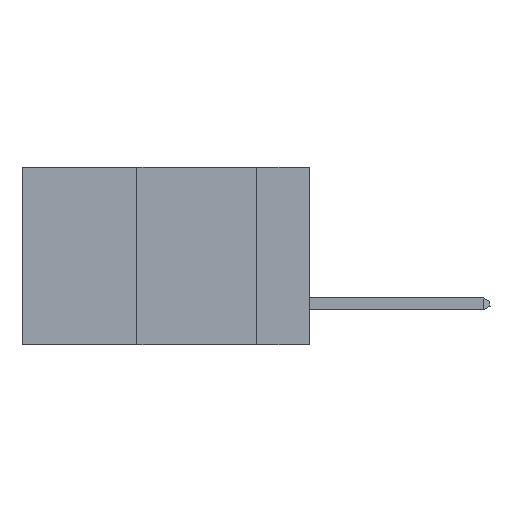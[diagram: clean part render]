
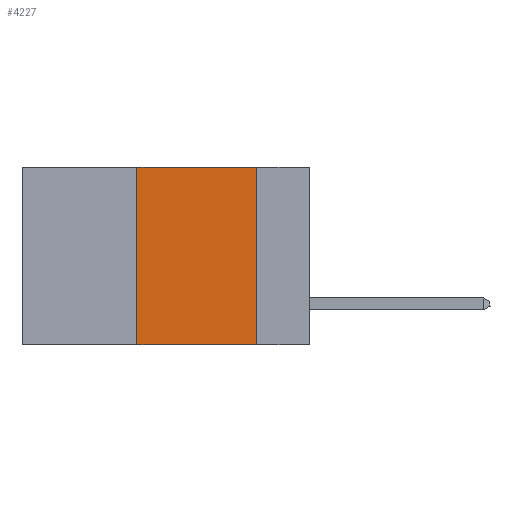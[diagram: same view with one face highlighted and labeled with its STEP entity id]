
A CAD part, left-side view. The second image highlights one B-rep face of the part: STEP entity #4227.
In plain terms, the highlighted planar face has unit normal (-1, 0, 0).
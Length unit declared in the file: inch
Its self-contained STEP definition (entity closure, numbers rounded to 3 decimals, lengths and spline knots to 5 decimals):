
#531 = VERTEX_POINT ( 'NONE', #19674 ) ;
#694 = CARTESIAN_POINT ( 'NONE',  ( 0., 0.11, 0. ) ) ;
#999 = ORIENTED_EDGE ( 'NONE', *, *, #14405, .F. ) ;
#2001 = VERTEX_POINT ( 'NONE', #14700 ) ;
#2672 = CARTESIAN_POINT ( 'NONE',  ( 0., 0.6, -0.37 ) ) ;
#4227 = ADVANCED_FACE ( 'NONE', ( #20102 ), #9509, .F. ) ;
#4264 = DIRECTION ( 'NONE',  ( 1., 0., 0. ) ) ;
#4974 = AXIS2_PLACEMENT_3D ( 'NONE', #21983, #4264, #14826 ) ;
#5306 = CARTESIAN_POINT ( 'NONE',  ( 0., 0.36, 0. ) ) ;
#5781 = VECTOR ( 'NONE', #11903, 39.37008 ) ;
#6279 = LINE ( 'NONE', #5306, #10402 ) ;
#6441 = LINE ( 'NONE', #7937, #22290 ) ;
#6800 = LINE ( 'NONE', #10591, #9251 ) ;
#7336 = EDGE_CURVE ( 'NONE', #21472, #531, #6800, .T. ) ;
#7866 = ORIENTED_EDGE ( 'NONE', *, *, #16814, .F. ) ;
#7937 = CARTESIAN_POINT ( 'NONE',  ( 0., 0.6, 0. ) ) ;
#8370 = VERTEX_POINT ( 'NONE', #13049 ) ;
#9251 = VECTOR ( 'NONE', #21517, 39.37008 ) ;
#9509 = PLANE ( 'NONE',  #4974 ) ;
#9597 = DIRECTION ( 'NONE',  ( 0., -1., 0. ) ) ;
#10402 = VECTOR ( 'NONE', #14109, 39.37008 ) ;
#10591 = CARTESIAN_POINT ( 'NONE',  ( 0., 0.11, 0. ) ) ;
#11903 = DIRECTION ( 'NONE',  ( 0., -1., 0. ) ) ;
#13049 = CARTESIAN_POINT ( 'NONE',  ( 0., 0.36, 0. ) ) ;
#13647 = EDGE_CURVE ( 'NONE', #2001, #531, #17716, .T. ) ;
#14109 = DIRECTION ( 'NONE',  ( 0., 0., 1. ) ) ;
#14405 = EDGE_CURVE ( 'NONE', #2001, #8370, #6279, .T. ) ;
#14700 = CARTESIAN_POINT ( 'NONE',  ( 0., 0.36, -0.37 ) ) ;
#14826 = DIRECTION ( 'NONE',  ( 0., 0., -1. ) ) ;
#16019 = ORIENTED_EDGE ( 'NONE', *, *, #13647, .T. ) ;
#16814 = EDGE_CURVE ( 'NONE', #8370, #21472, #6441, .T. ) ;
#17716 = LINE ( 'NONE', #2672, #5781 ) ;
#18940 = ORIENTED_EDGE ( 'NONE', *, *, #7336, .F. ) ;
#19674 = CARTESIAN_POINT ( 'NONE',  ( 0., 0.11, -0.37 ) ) ;
#20102 = FACE_OUTER_BOUND ( 'NONE', #21797, .T. ) ;
#21472 = VERTEX_POINT ( 'NONE', #694 ) ;
#21517 = DIRECTION ( 'NONE',  ( 0., 0., -1. ) ) ;
#21797 = EDGE_LOOP ( 'NONE', ( #18940, #7866, #999, #16019 ) ) ;
#21983 = CARTESIAN_POINT ( 'NONE',  ( 0., 0.6, 0. ) ) ;
#22290 = VECTOR ( 'NONE', #9597, 39.37008 ) ;
